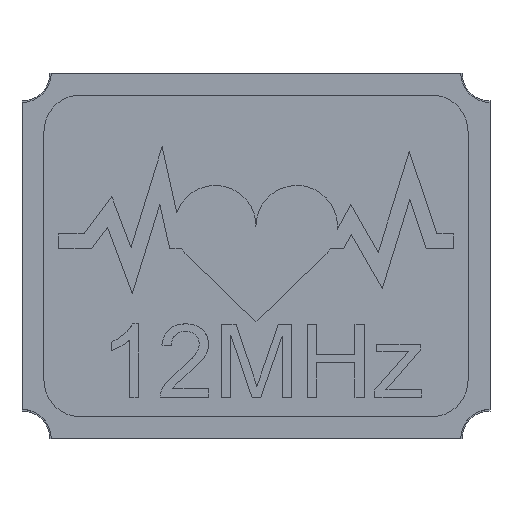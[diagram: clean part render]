
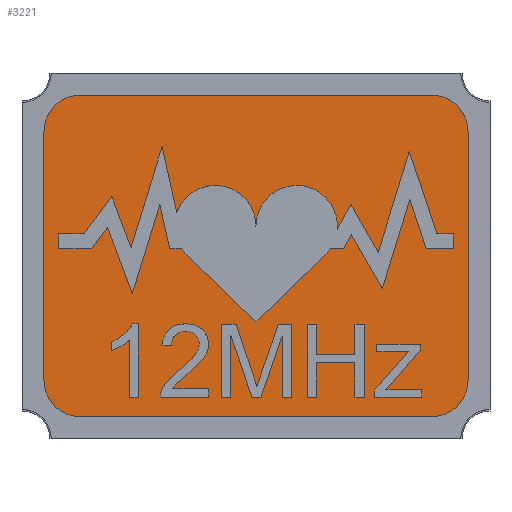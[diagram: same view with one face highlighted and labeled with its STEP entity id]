
A CAD part, top view. The second image highlights one B-rep face of the part: STEP entity #3221.
In plain terms, the highlighted planar face has unit normal (0, 0, 1).
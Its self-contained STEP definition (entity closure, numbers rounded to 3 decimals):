
#137=PLANE('',#3459);
#278=FACE_OUTER_BOUND('',#465,.T.);
#465=EDGE_LOOP('',(#2335,#2336,#2337,#2338,#2339,#2340,#2341,#2342));
#661=LINE('',#4559,#1022);
#665=LINE('',#4571,#1026);
#669=LINE('',#4583,#1030);
#673=LINE('',#4593,#1034);
#1022=VECTOR('',#3749,10.);
#1026=VECTOR('',#3761,10.);
#1030=VECTOR('',#3773,10.);
#1034=VECTOR('',#3785,10.);
#1365=CIRCLE('',#3445,0.25);
#1367=CIRCLE('',#3449,0.25);
#1369=CIRCLE('',#3453,0.25);
#1371=CIRCLE('',#3457,0.25);
#1446=VERTEX_POINT('',#4550);
#1447=VERTEX_POINT('',#4552);
#1449=VERTEX_POINT('',#4558);
#1451=VERTEX_POINT('',#4564);
#1453=VERTEX_POINT('',#4570);
#1455=VERTEX_POINT('',#4576);
#1457=VERTEX_POINT('',#4582);
#1459=VERTEX_POINT('',#4588);
#1780=EDGE_CURVE('',#1447,#1446,#1365,.T.);
#1783=EDGE_CURVE('',#1449,#1447,#661,.T.);
#1786=EDGE_CURVE('',#1451,#1449,#1367,.T.);
#1789=EDGE_CURVE('',#1453,#1451,#665,.T.);
#1792=EDGE_CURVE('',#1455,#1453,#1369,.T.);
#1795=EDGE_CURVE('',#1457,#1455,#669,.T.);
#1798=EDGE_CURVE('',#1459,#1457,#1371,.T.);
#1801=EDGE_CURVE('',#1446,#1459,#673,.T.);
#2335=ORIENTED_EDGE('',*,*,#1801,.T.);
#2336=ORIENTED_EDGE('',*,*,#1798,.T.);
#2337=ORIENTED_EDGE('',*,*,#1795,.T.);
#2338=ORIENTED_EDGE('',*,*,#1792,.T.);
#2339=ORIENTED_EDGE('',*,*,#1789,.T.);
#2340=ORIENTED_EDGE('',*,*,#1786,.T.);
#2341=ORIENTED_EDGE('',*,*,#1783,.T.);
#2342=ORIENTED_EDGE('',*,*,#1780,.T.);
#3221=ADVANCED_FACE('',(#278),#137,.T.);
#3445=AXIS2_PLACEMENT_3D('',#4553,#3743,#3744);
#3449=AXIS2_PLACEMENT_3D('',#4565,#3755,#3756);
#3453=AXIS2_PLACEMENT_3D('',#4577,#3767,#3768);
#3457=AXIS2_PLACEMENT_3D('',#4589,#3779,#3780);
#3459=AXIS2_PLACEMENT_3D('',#4594,#3786,#3787);
#3743=DIRECTION('center_axis',(0.,0.,1.));
#3744=DIRECTION('ref_axis',(-1.,0.,0.));
#3749=DIRECTION('',(0.,-1.,0.));
#3755=DIRECTION('center_axis',(0.,0.,1.));
#3756=DIRECTION('ref_axis',(0.,1.,0.));
#3761=DIRECTION('',(-1.,0.,0.));
#3767=DIRECTION('center_axis',(0.,0.,1.));
#3768=DIRECTION('ref_axis',(1.,0.,0.));
#3773=DIRECTION('',(0.,1.,0.));
#3779=DIRECTION('center_axis',(0.,0.,1.));
#3780=DIRECTION('ref_axis',(0.,-1.,0.));
#3785=DIRECTION('',(1.,0.,0.));
#3786=DIRECTION('center_axis',(0.,0.,1.));
#3787=DIRECTION('ref_axis',(-1.,0.,0.));
#4550=CARTESIAN_POINT('',(0.4,0.15,0.7));
#4552=CARTESIAN_POINT('',(0.15,0.4,0.7));
#4553=CARTESIAN_POINT('Origin',(0.4,0.4,0.7));
#4558=CARTESIAN_POINT('',(0.15,2.1,0.7));
#4559=CARTESIAN_POINT('',(0.15,2.1,0.7));
#4564=CARTESIAN_POINT('',(0.4,2.35,0.7));
#4565=CARTESIAN_POINT('Origin',(0.4,2.1,0.7));
#4570=CARTESIAN_POINT('',(2.8,2.35,0.7));
#4571=CARTESIAN_POINT('',(2.8,2.35,0.7));
#4576=CARTESIAN_POINT('',(3.05,2.1,0.7));
#4577=CARTESIAN_POINT('Origin',(2.8,2.1,0.7));
#4582=CARTESIAN_POINT('',(3.05,0.4,0.7));
#4583=CARTESIAN_POINT('',(3.05,0.4,0.7));
#4588=CARTESIAN_POINT('',(2.8,0.15,0.7));
#4589=CARTESIAN_POINT('Origin',(2.8,0.4,0.7));
#4593=CARTESIAN_POINT('',(0.4,0.15,0.7));
#4594=CARTESIAN_POINT('Origin',(1.6,1.25,0.7));
